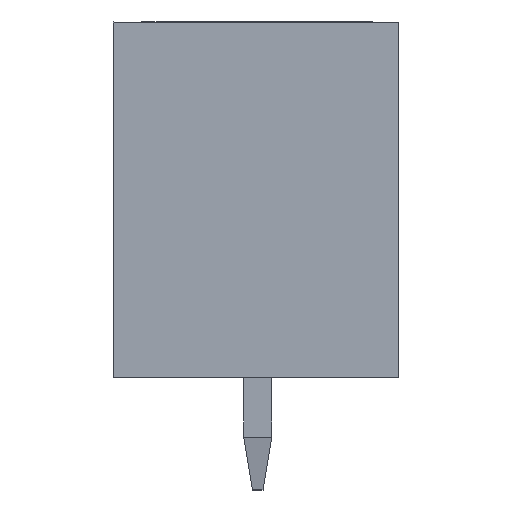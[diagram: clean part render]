
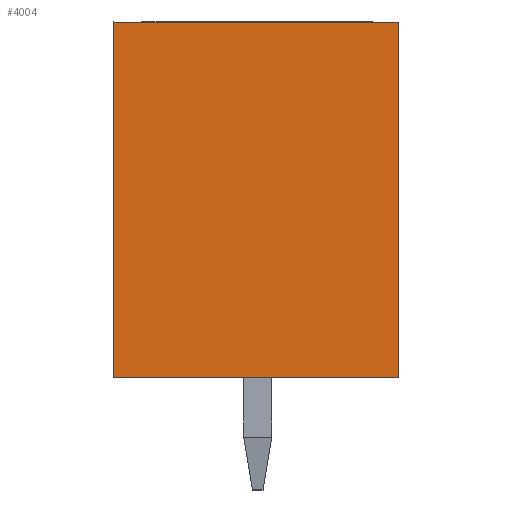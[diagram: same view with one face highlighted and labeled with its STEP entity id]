
A CAD part, left-side view. The second image highlights one B-rep face of the part: STEP entity #4004.
In plain terms, the highlighted planar face has unit normal (-1, 0, 0).
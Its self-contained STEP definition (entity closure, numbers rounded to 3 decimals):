
#3996=AXIS2_PLACEMENT_3D('Plane Axis2P3D',#3993,#3994,#3995) ;
#36=CARTESIAN_POINT('Line Origine',(0.,4.05,3.2)) ;
#40=CARTESIAN_POINT('Vertex',(0.,8.1,3.2)) ;
#42=CARTESIAN_POINT('Vertex',(0.,0.,3.2)) ;
#3048=CARTESIAN_POINT('Line Origine',(0.,0.,8.25)) ;
#3052=CARTESIAN_POINT('Vertex',(0.,0.,13.3)) ;
#3080=CARTESIAN_POINT('Line Origine',(0.,4.05,13.3)) ;
#3084=CARTESIAN_POINT('Vertex',(0.,8.1,13.3)) ;
#3962=CARTESIAN_POINT('Line Origine',(0.,8.1,8.25)) ;
#3993=CARTESIAN_POINT('Axis2P3D Location',(0.,4.,6.7)) ;
#37=DIRECTION('Vector Direction',(0.,-1.,0.)) ;
#3049=DIRECTION('Vector Direction',(0.,0.,1.)) ;
#3081=DIRECTION('Vector Direction',(0.,1.,0.)) ;
#3963=DIRECTION('Vector Direction',(0.,0.,-1.)) ;
#3994=DIRECTION('Axis2P3D Direction',(-1.,0.,0.)) ;
#3995=DIRECTION('Axis2P3D XDirection',(0.,-1.,0.)) ;
#38=VECTOR('Line Direction',#37,1.) ;
#3050=VECTOR('Line Direction',#3049,1.) ;
#3082=VECTOR('Line Direction',#3081,1.) ;
#3964=VECTOR('Line Direction',#3963,1.) ;
#3999=ORIENTED_EDGE('',*,*,#44,.T.) ;
#4000=ORIENTED_EDGE('',*,*,#3054,.T.) ;
#4001=ORIENTED_EDGE('',*,*,#3086,.T.) ;
#4002=ORIENTED_EDGE('',*,*,#3966,.T.) ;
#4004=ADVANCED_FACE('BREP_WITH_VOIDS #11171',(#4003),#3997,.T.) ;
#44=EDGE_CURVE('',#41,#43,#39,.T.) ;
#3054=EDGE_CURVE('',#43,#3053,#3051,.T.) ;
#3086=EDGE_CURVE('',#3053,#3085,#3083,.T.) ;
#3966=EDGE_CURVE('',#3085,#41,#3965,.T.) ;
#3998=EDGE_LOOP('',(#3999,#4000,#4001,#4002)) ;
#4003=FACE_OUTER_BOUND('',#3998,.T.) ;
#39=LINE('Line',#36,#38) ;
#3051=LINE('Line',#3048,#3050) ;
#3083=LINE('Line',#3080,#3082) ;
#3965=LINE('Line',#3962,#3964) ;
#3997=PLANE('',#3996) ;
#41=VERTEX_POINT('',#40) ;
#43=VERTEX_POINT('',#42) ;
#3053=VERTEX_POINT('',#3052) ;
#3085=VERTEX_POINT('',#3084) ;
